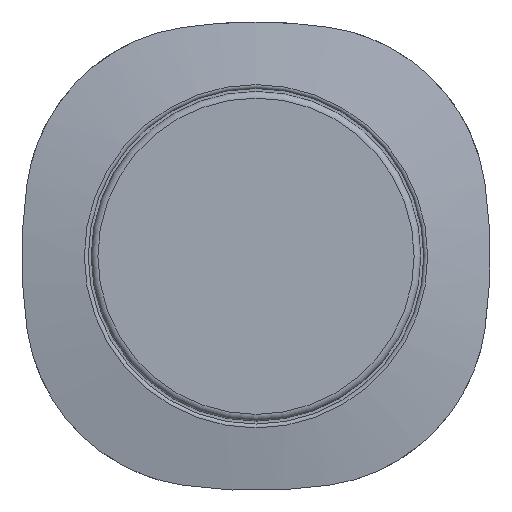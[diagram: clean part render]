
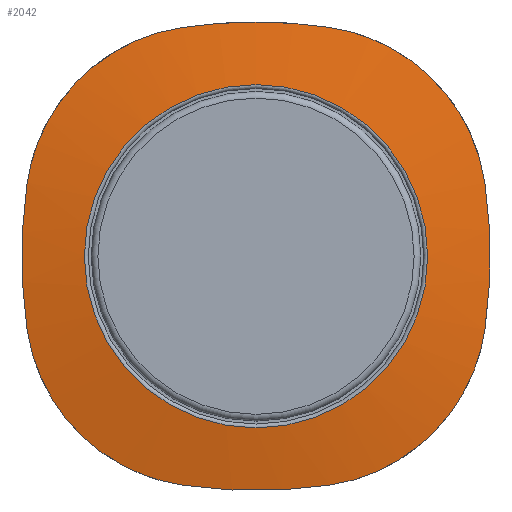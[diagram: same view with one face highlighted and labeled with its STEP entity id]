
A CAD part, top view. The second image highlights one B-rep face of the part: STEP entity #2042.
In plain terms, the highlighted conical face has half-angle 80 degrees and reference radius 14.387 mm.
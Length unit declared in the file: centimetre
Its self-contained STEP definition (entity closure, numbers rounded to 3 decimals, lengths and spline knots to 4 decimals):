
#267=CONICAL_SURFACE('',#2243,1.4387,80.);
#290=B_SPLINE_CURVE_WITH_KNOTS('',3,(#5102,#5103,#5104,#5105,#5106,#5107,
#5108,#5109,#5110,#5111),.UNSPECIFIED.,.F.,.F.,(4,2,2,2,4),(-1.3445,
-1.2433,-0.8288,-0.4144,0.),
 .UNSPECIFIED.);
#291=B_SPLINE_CURVE_WITH_KNOTS('',3,(#5116,#5117,#5118,#5119,#5120,#5121),
 .UNSPECIFIED.,.F.,.F.,(4,2,4),(-0.8548,-0.5648,0.),
 .UNSPECIFIED.);
#292=B_SPLINE_CURVE_WITH_KNOTS('',3,(#5125,#5126,#5127,#5128,#5129,#5130,
#5131,#5132,#5133,#5134),.UNSPECIFIED.,.F.,.F.,(4,2,2,2,4),(-1.3445,
-1.2433,-0.8288,-0.4144,0.),
 .UNSPECIFIED.);
#293=B_SPLINE_CURVE_WITH_KNOTS('',3,(#5138,#5139,#5140,#5141,#5142,#5143),
 .UNSPECIFIED.,.F.,.F.,(4,2,4),(-0.8548,-0.5648,0.),
 .UNSPECIFIED.);
#294=B_SPLINE_CURVE_WITH_KNOTS('',3,(#5147,#5148,#5149,#5150,#5151,#5152,
#5153,#5154,#5155,#5156),.UNSPECIFIED.,.F.,.F.,(4,2,2,2,4),(-1.3445,
-1.2433,-0.8288,-0.4144,0.),
 .UNSPECIFIED.);
#295=B_SPLINE_CURVE_WITH_KNOTS('',3,(#5160,#5161,#5162,#5163,#5164,#5165),
 .UNSPECIFIED.,.F.,.F.,(4,2,4),(-0.8548,-0.5648,0.),
 .UNSPECIFIED.);
#296=B_SPLINE_CURVE_WITH_KNOTS('',3,(#5169,#5170,#5171,#5172,#5173,#5174,
#5175,#5176,#5177,#5178),.UNSPECIFIED.,.F.,.F.,(4,2,2,2,4),(-1.3445,
-1.2433,-0.8288,-0.4144,0.),
 .UNSPECIFIED.);
#297=B_SPLINE_CURVE_WITH_KNOTS('',3,(#5181,#5182,#5183,#5184,#5185,#5186),
 .UNSPECIFIED.,.F.,.F.,(4,2,4),(-0.8548,-0.5648,0.),
 .UNSPECIFIED.);
#405=FACE_BOUND('',#655,.T.);
#505=FACE_OUTER_BOUND('',#654,.T.);
#654=EDGE_LOOP('',(#1709,#1710,#1711,#1712,#1713,#1714,#1715,#1716));
#655=EDGE_LOOP('',(#1717));
#799=CIRCLE('',#2244,1.026);
#981=VERTEX_POINT('',#5100);
#982=VERTEX_POINT('',#5101);
#983=VERTEX_POINT('',#5115);
#984=VERTEX_POINT('',#5124);
#985=VERTEX_POINT('',#5137);
#986=VERTEX_POINT('',#5146);
#987=VERTEX_POINT('',#5159);
#988=VERTEX_POINT('',#5168);
#992=VERTEX_POINT('',#6039);
#1231=EDGE_CURVE('',#981,#982,#290,.T.);
#1234=EDGE_CURVE('',#982,#983,#291,.T.);
#1236=EDGE_CURVE('',#983,#984,#292,.T.);
#1238=EDGE_CURVE('',#985,#981,#293,.T.);
#1240=EDGE_CURVE('',#986,#985,#294,.T.);
#1242=EDGE_CURVE('',#987,#986,#295,.T.);
#1244=EDGE_CURVE('',#988,#987,#296,.T.);
#1246=EDGE_CURVE('',#984,#988,#297,.T.);
#1253=EDGE_CURVE('',#992,#992,#799,.T.);
#1709=ORIENTED_EDGE('',*,*,#1238,.T.);
#1710=ORIENTED_EDGE('',*,*,#1231,.T.);
#1711=ORIENTED_EDGE('',*,*,#1234,.T.);
#1712=ORIENTED_EDGE('',*,*,#1236,.T.);
#1713=ORIENTED_EDGE('',*,*,#1246,.T.);
#1714=ORIENTED_EDGE('',*,*,#1244,.T.);
#1715=ORIENTED_EDGE('',*,*,#1242,.T.);
#1716=ORIENTED_EDGE('',*,*,#1240,.T.);
#1717=ORIENTED_EDGE('',*,*,#1253,.F.);
#2042=ADVANCED_FACE('',(#505,#405),#267,.T.);
#2243=AXIS2_PLACEMENT_3D('',#6038,#2714,#2715);
#2244=AXIS2_PLACEMENT_3D('',#6040,#2716,#2717);
#2714=DIRECTION('center_axis',(0.,0.,
-1.));
#2715=DIRECTION('ref_axis',(0.,1.,0.));
#2716=DIRECTION('center_axis',(0.,0.,
1.));
#2717=DIRECTION('ref_axis',(0.,-1.,0.));
#5100=CARTESIAN_POINT('',(-0.4411,1.3674,2.5573));
#5101=CARTESIAN_POINT('',(-1.3674,0.4411,2.5573));
#5102=CARTESIAN_POINT('Ctrl Pts',(-0.4411,1.3674,2.5573));
#5103=CARTESIAN_POINT('Ctrl Pts',(-0.4764,1.3622,2.5562));
#5104=CARTESIAN_POINT('Ctrl Pts',(-0.5115,1.3552,2.5553));
#5105=CARTESIAN_POINT('Ctrl Pts',(-0.6886,1.3109,2.5508));
#5106=CARTESIAN_POINT('Ctrl Pts',(-0.8234,1.2453,2.5485));
#5107=CARTESIAN_POINT('Ctrl Pts',(-1.0454,1.0808,2.5466));
#5108=CARTESIAN_POINT('Ctrl Pts',(-1.1473,0.9709,2.5469));
#5109=CARTESIAN_POINT('Ctrl Pts',(-1.2982,0.7193,2.5502));
#5110=CARTESIAN_POINT('Ctrl Pts',(-1.3471,0.5777,2.5533));
#5111=CARTESIAN_POINT('Ctrl Pts',(-1.3674,0.4411,2.5573));
#5115=CARTESIAN_POINT('',(-1.3674,-0.4411,2.5573));
#5116=CARTESIAN_POINT('Ctrl Pts',(-1.3674,0.4411,2.5573));
#5117=CARTESIAN_POINT('Ctrl Pts',(-1.3824,0.3399,2.5602));
#5118=CARTESIAN_POINT('Ctrl Pts',(-1.3922,0.2383,2.5622));
#5119=CARTESIAN_POINT('Ctrl Pts',(-1.4059,-0.0598,
2.5649));
#5120=CARTESIAN_POINT('Ctrl Pts',(-1.3951,-0.2549,2.5627));
#5121=CARTESIAN_POINT('Ctrl Pts',(-1.3674,-0.4411,
2.5573));
#5124=CARTESIAN_POINT('',(-0.4411,-1.3674,2.5573));
#5125=CARTESIAN_POINT('Ctrl Pts',(-1.3674,-0.4411,
2.5573));
#5126=CARTESIAN_POINT('Ctrl Pts',(-1.3622,-0.4764,2.5562));
#5127=CARTESIAN_POINT('Ctrl Pts',(-1.3552,-0.5115,
2.5553));
#5128=CARTESIAN_POINT('Ctrl Pts',(-1.3109,-0.6886,
2.5508));
#5129=CARTESIAN_POINT('Ctrl Pts',(-1.2453,-0.8234,
2.5485));
#5130=CARTESIAN_POINT('Ctrl Pts',(-1.0808,-1.0454,2.5466));
#5131=CARTESIAN_POINT('Ctrl Pts',(-0.9709,-1.1473,2.5469));
#5132=CARTESIAN_POINT('Ctrl Pts',(-0.7193,-1.2982,2.5502));
#5133=CARTESIAN_POINT('Ctrl Pts',(-0.5777,-1.3471,
2.5533));
#5134=CARTESIAN_POINT('Ctrl Pts',(-0.4411,-1.3674,
2.5573));
#5137=CARTESIAN_POINT('',(0.4411,1.3674,2.5573));
#5138=CARTESIAN_POINT('Ctrl Pts',(0.4411,1.3674,2.5573));
#5139=CARTESIAN_POINT('Ctrl Pts',(0.3399,1.3824,2.5602));
#5140=CARTESIAN_POINT('Ctrl Pts',(0.2383,1.3922,2.5622));
#5141=CARTESIAN_POINT('Ctrl Pts',(-0.0598,1.4059,
2.5649));
#5142=CARTESIAN_POINT('Ctrl Pts',(-0.2549,1.3951,2.5627));
#5143=CARTESIAN_POINT('Ctrl Pts',(-0.4411,1.3674,2.5573));
#5146=CARTESIAN_POINT('',(1.3674,0.4411,2.5573));
#5147=CARTESIAN_POINT('Ctrl Pts',(1.3674,0.4411,2.5573));
#5148=CARTESIAN_POINT('Ctrl Pts',(1.3622,0.4764,2.5562));
#5149=CARTESIAN_POINT('Ctrl Pts',(1.3552,0.5115,2.5553));
#5150=CARTESIAN_POINT('Ctrl Pts',(1.3109,0.6886,2.5508));
#5151=CARTESIAN_POINT('Ctrl Pts',(1.2453,0.8234,2.5485));
#5152=CARTESIAN_POINT('Ctrl Pts',(1.0808,1.0454,2.5466));
#5153=CARTESIAN_POINT('Ctrl Pts',(0.9709,1.1473,2.5469));
#5154=CARTESIAN_POINT('Ctrl Pts',(0.7193,1.2982,2.5502));
#5155=CARTESIAN_POINT('Ctrl Pts',(0.5777,1.3471,2.5533));
#5156=CARTESIAN_POINT('Ctrl Pts',(0.4411,1.3674,2.5573));
#5159=CARTESIAN_POINT('',(1.3674,-0.4411,2.5573));
#5160=CARTESIAN_POINT('Ctrl Pts',(1.3674,-0.4411,2.5573));
#5161=CARTESIAN_POINT('Ctrl Pts',(1.3824,-0.3399,2.5602));
#5162=CARTESIAN_POINT('Ctrl Pts',(1.3922,-0.2383,2.5622));
#5163=CARTESIAN_POINT('Ctrl Pts',(1.4059,0.0598,2.5649));
#5164=CARTESIAN_POINT('Ctrl Pts',(1.3951,0.2549,2.5627));
#5165=CARTESIAN_POINT('Ctrl Pts',(1.3674,0.4411,2.5573));
#5168=CARTESIAN_POINT('',(0.4411,-1.3674,2.5573));
#5169=CARTESIAN_POINT('Ctrl Pts',(0.4411,-1.3674,2.5573));
#5170=CARTESIAN_POINT('Ctrl Pts',(0.4764,-1.3622,2.5562));
#5171=CARTESIAN_POINT('Ctrl Pts',(0.5115,-1.3552,2.5553));
#5172=CARTESIAN_POINT('Ctrl Pts',(0.6886,-1.3109,2.5508));
#5173=CARTESIAN_POINT('Ctrl Pts',(0.8234,-1.2453,2.5485));
#5174=CARTESIAN_POINT('Ctrl Pts',(1.0454,-1.0808,2.5466));
#5175=CARTESIAN_POINT('Ctrl Pts',(1.1473,-0.9709,2.5469));
#5176=CARTESIAN_POINT('Ctrl Pts',(1.2982,-0.7193,2.5502));
#5177=CARTESIAN_POINT('Ctrl Pts',(1.3471,-0.5777,2.5533));
#5178=CARTESIAN_POINT('Ctrl Pts',(1.3674,-0.4411,2.5573));
#5181=CARTESIAN_POINT('Ctrl Pts',(-0.4411,-1.3674,
2.5573));
#5182=CARTESIAN_POINT('Ctrl Pts',(-0.3399,-1.3824,2.5602));
#5183=CARTESIAN_POINT('Ctrl Pts',(-0.2383,-1.3922,
2.5622));
#5184=CARTESIAN_POINT('Ctrl Pts',(0.0598,-1.4059,
2.5649));
#5185=CARTESIAN_POINT('Ctrl Pts',(0.2549,-1.3951,2.5627));
#5186=CARTESIAN_POINT('Ctrl Pts',(0.4411,-1.3674,2.5573));
#6038=CARTESIAN_POINT('Origin',(0.,0.,
2.5569));
#6039=CARTESIAN_POINT('',(0.,1.026,2.6297));
#6040=CARTESIAN_POINT('Origin',(0.,0.,
2.6297));
